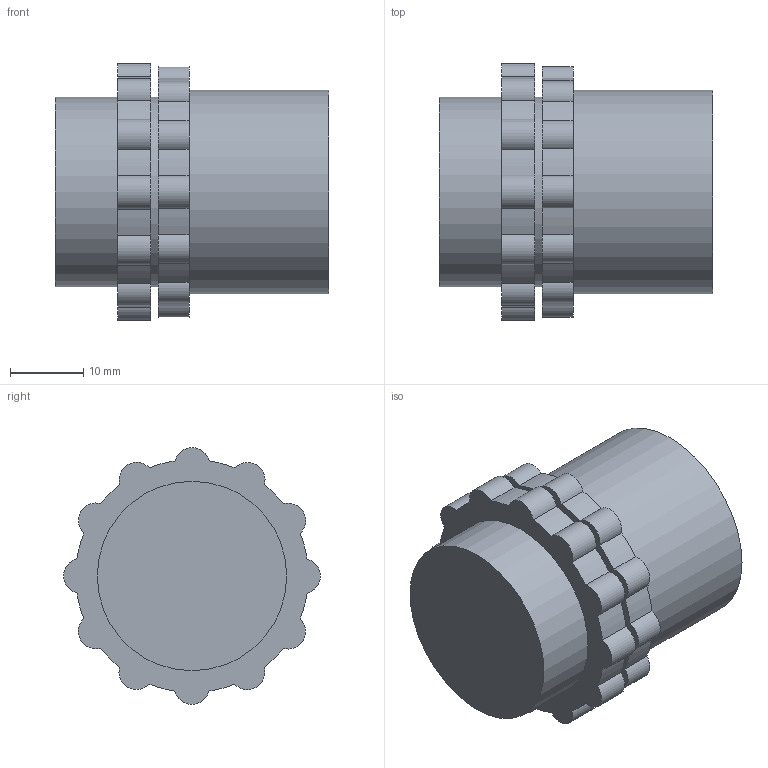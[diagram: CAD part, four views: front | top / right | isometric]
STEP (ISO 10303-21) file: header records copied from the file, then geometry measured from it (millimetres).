
FILE_DESCRIPTION(/* description */ (''),/* implementation_level */ '2;1');
FILE_NAME(/* name */ '',/* time_stamp */ '2023-09-07T11:25:02+07:00',/* author */ ('zeta-09'),/* organization */ (''),/* preprocessor_version */ 'ST-DEVELOPER v19.2',/* originating_system */ 'Autodesk Inventor 2024',/* authorisation */ '');
FILE_SCHEMA (('AUTOMOTIVE_DESIGN { 1 0 10303 214 3 1 1 }'));
Length unit declared in the file: millimetre
Products named in the file (1): Деталь6
Bounding box: 37.2 x 35 x 35 mm (x, y, z)
Volume: 23745.7 mm3; surface area: 5769.9 mm2
Topology: 1 solids, 1 shells, 57 faces, 153 edges, 102 vertices
Faces by surface type: cylinder 51, plane 6
Full cylindrical faces by diameter (mm): 25.8 x2, 27.7 x1
Entity records: 1958 total; most frequent: DIRECTION 371, CARTESIAN_POINT 313, ORIENTED_EDGE 306, AXIS2_PLACEMENT_3D 160, EDGE_CURVE 153, CIRCLE 102, VERTEX_POINT 102, EDGE_LOOP 61
